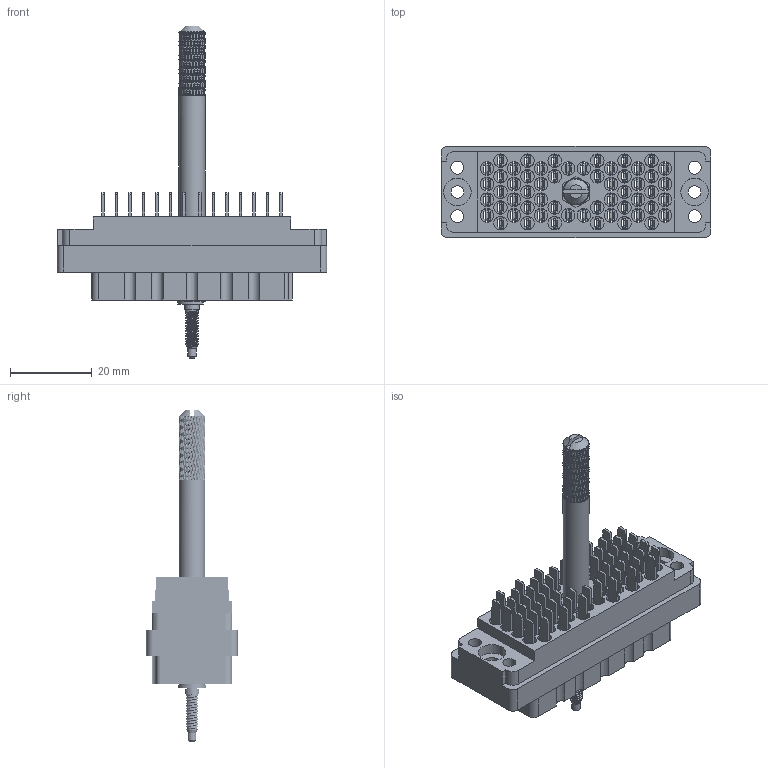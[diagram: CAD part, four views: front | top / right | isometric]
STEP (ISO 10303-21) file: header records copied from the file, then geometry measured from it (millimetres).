
FILE_DESCRIPTION (( 'STEP AP203' ), '1' );
FILE_NAME ('516-056-501-205.STEP', '2020-09-08T16:04:00', ( '' ), ( '' ), 'SwSTEP 2.0', 'SolidWorks 2020', '' );
FILE_SCHEMA (( 'CONFIG_CONTROL_DESIGN' ));
Products named in the file (8): 516-292-001_501 Contact; 516-251-035-100; 516-253-035-100; 516 Part Receptacle_056; 516-250-038-111; 516-253-138-107; Actuating Screw Assy 038-056; 516-056-501-205
Assembly tree (63 placements, depth 3):
  516-056-501-205
    516 Part Receptacle_056
    516-292-001_501 Contact  x56
    Actuating Screw Assy 038-056
      516-251-035-100
      516-253-035-100  x2
      516-253-138-107
      516-250-038-111
Bounding box: 65.84 x 22.25 x 81.03 mm (x, y, z)
Volume: 18298.8 mm3; surface area: 32205 mm2
Topology: 62 solids, 62 shells, 6698 faces, 18388 edges, 11834 vertices
Faces by surface type: plane 3265, cylinder 2071, bspline 1342, cone 20
Entity records: 113950 total; most frequent: CARTESIAN_POINT 56419, ORIENTED_EDGE 13872, DIRECTION 9009, EDGE_CURVE 6936, VERTEX_POINT 4236, VECTOR 3023, LINE 3023, AXIS2_PLACEMENT_3D 2993
